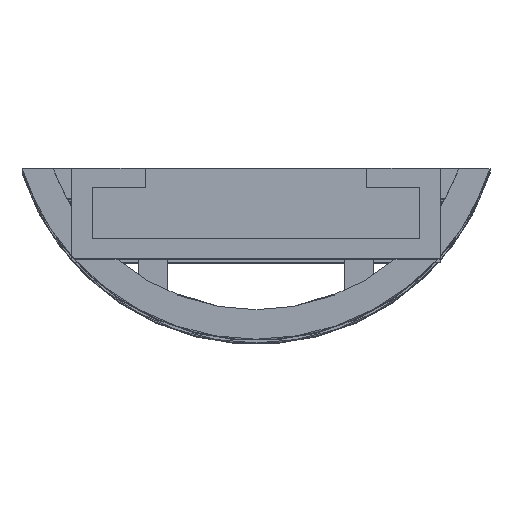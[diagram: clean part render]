
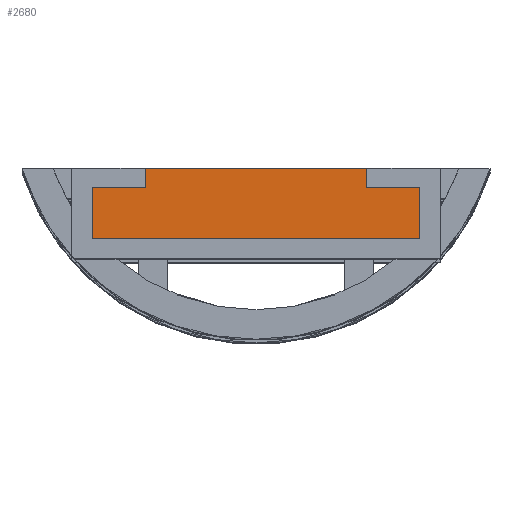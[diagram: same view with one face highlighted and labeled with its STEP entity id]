
A CAD part, top view. The second image highlights one B-rep face of the part: STEP entity #2680.
In plain terms, the highlighted planar face has unit normal (0, 0, 1).
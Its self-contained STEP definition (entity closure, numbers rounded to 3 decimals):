
#164=FACE_OUTER_BOUND('',#283,.T.);
#283=EDGE_LOOP('',(#1918,#1919,#1920,#1921,#1922,#1923,#1924,#1925));
#513=LINE('',#4073,#856);
#515=LINE('',#4077,#858);
#516=LINE('',#4079,#859);
#517=LINE('',#4081,#860);
#518=LINE('',#4083,#861);
#519=LINE('',#4085,#862);
#520=LINE('',#4087,#863);
#521=LINE('',#4088,#864);
#856=VECTOR('',#3274,10.);
#858=VECTOR('',#3278,10.);
#859=VECTOR('',#3279,10.);
#860=VECTOR('',#3280,10.);
#861=VECTOR('',#3281,10.);
#862=VECTOR('',#3282,10.);
#863=VECTOR('',#3283,10.);
#864=VECTOR('',#3284,10.);
#1187=VERTEX_POINT('',#4070);
#1188=VERTEX_POINT('',#4072);
#1189=VERTEX_POINT('',#4076);
#1190=VERTEX_POINT('',#4078);
#1191=VERTEX_POINT('',#4080);
#1192=VERTEX_POINT('',#4082);
#1193=VERTEX_POINT('',#4084);
#1194=VERTEX_POINT('',#4086);
#1479=EDGE_CURVE('',#1187,#1188,#513,.T.);
#1481=EDGE_CURVE('',#1187,#1189,#515,.T.);
#1482=EDGE_CURVE('',#1190,#1189,#516,.T.);
#1483=EDGE_CURVE('',#1190,#1191,#517,.F.);
#1484=EDGE_CURVE('',#1191,#1192,#518,.T.);
#1485=EDGE_CURVE('',#1192,#1193,#519,.F.);
#1486=EDGE_CURVE('',#1193,#1194,#520,.T.);
#1487=EDGE_CURVE('',#1194,#1188,#521,.F.);
#1918=ORIENTED_EDGE('',*,*,#1481,.T.);
#1919=ORIENTED_EDGE('',*,*,#1482,.F.);
#1920=ORIENTED_EDGE('',*,*,#1483,.T.);
#1921=ORIENTED_EDGE('',*,*,#1484,.T.);
#1922=ORIENTED_EDGE('',*,*,#1485,.T.);
#1923=ORIENTED_EDGE('',*,*,#1486,.T.);
#1924=ORIENTED_EDGE('',*,*,#1487,.T.);
#1925=ORIENTED_EDGE('',*,*,#1479,.F.);
#2567=PLANE('',#2899);
#2680=ADVANCED_FACE('',(#164),#2567,.T.);
#2899=AXIS2_PLACEMENT_3D('',#4075,#3276,#3277);
#3274=DIRECTION('',(0.,-1.,0.));
#3276=DIRECTION('center_axis',(0.,0.,
1.));
#3277=DIRECTION('ref_axis',(-1.,0.,0.));
#3278=DIRECTION('',(-1.,0.,0.));
#3279=DIRECTION('',(0.,1.,0.));
#3280=DIRECTION('',(1.,0.,0.));
#3281=DIRECTION('',(0.,-1.,0.));
#3282=DIRECTION('',(-1.,0.,0.));
#3283=DIRECTION('',(0.,1.,0.));
#3284=DIRECTION('',(1.,0.,0.));
#4070=CARTESIAN_POINT('',(64.3,7.5,158.25));
#4072=CARTESIAN_POINT('',(64.3,6.225,158.25));
#4073=CARTESIAN_POINT('',(64.3,6.813,158.25));
#4075=CARTESIAN_POINT('Origin',(69.3,6.,158.25));
#4076=CARTESIAN_POINT('',(49.3,7.5,158.25));
#4077=CARTESIAN_POINT('',(69.3,7.5,158.25));
#4078=CARTESIAN_POINT('',(49.3,6.225,158.25));
#4079=CARTESIAN_POINT('',(49.3,6.063,158.25));
#4080=CARTESIAN_POINT('',(45.7,6.225,158.25));
#4081=CARTESIAN_POINT('',(58.05,6.225,158.25));
#4082=CARTESIAN_POINT('',(45.7,2.775,158.25));
#4083=CARTESIAN_POINT('',(45.7,4.5,158.25));
#4084=CARTESIAN_POINT('',(67.9,2.775,158.25));
#4085=CARTESIAN_POINT('',(69.3,2.775,158.25));
#4086=CARTESIAN_POINT('',(67.9,6.225,158.25));
#4087=CARTESIAN_POINT('',(67.9,6.,158.25));
#4088=CARTESIAN_POINT('',(68.05,6.225,158.25));
